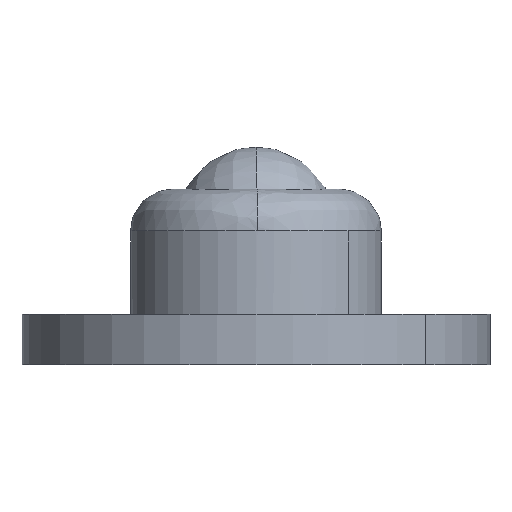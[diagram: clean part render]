
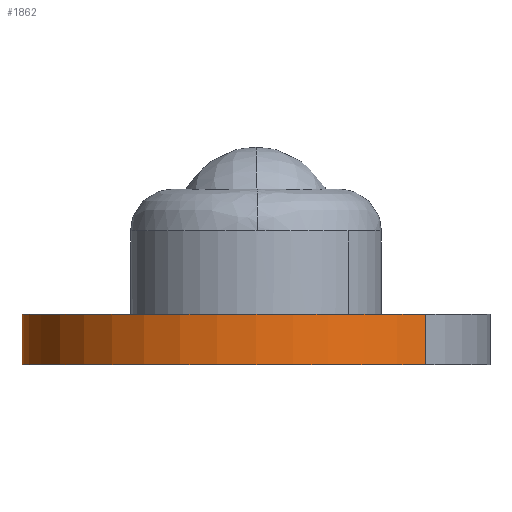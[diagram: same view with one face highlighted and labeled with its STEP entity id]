
A CAD part, left-side view. The second image highlights one B-rep face of the part: STEP entity #1862.
In plain terms, the highlighted free-form (B-spline) face has degree [2, 1] with [5, 2] control points.
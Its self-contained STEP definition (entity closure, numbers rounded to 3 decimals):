
#1168=CARTESIAN_POINT('',(-19.274,-20.31,6.));
#1169=VERTEX_POINT('',#1168);
#1170=CARTESIAN_POINT('',(-28.0,0.0,6.));
#1171=VERTEX_POINT('',#1170);
#1172=CARTESIAN_POINT('',(-19.274,-20.31,6.));
#1173=CARTESIAN_POINT('',(-20.304,-19.333,6.));
#1174=CARTESIAN_POINT('',(-21.817,-17.661,6.));
#1175=CARTESIAN_POINT('',(-23.834,-14.806,6.));
#1176=CARTESIAN_POINT('',(-25.323,-12.106,6.));
#1177=CARTESIAN_POINT('',(-26.565,-9.028,6.));
#1178=CARTESIAN_POINT('',(-27.347,-6.231,6.));
#1179=CARTESIAN_POINT('',(-27.872,-3.196,6.));
#1180=CARTESIAN_POINT('',(-28.,-1.184,6.));
#1181=CARTESIAN_POINT('',(-28.0,0.0,6.));
#1182=B_SPLINE_CURVE_WITH_KNOTS('',3,(#1172,#1173,#1174,#1175,#1176,#1177,#1178,#1179,#1180,#1181),.UNSPECIFIED.,.F.,.U.,(4,1,1,1,1,1,1,4),(0.,4.261,6.746,10.474,13.493,16.688,19.174,22.724),.UNSPECIFIED.);
#1183=EDGE_CURVE('',#1169,#1171,#1182,.T.);
#1220=CARTESIAN_POINT('',(19.274,20.31,6.));
#1221=VERTEX_POINT('',#1220);
#1235=CARTESIAN_POINT('',(0.0,28.0,6.));
#1236=VERTEX_POINT('',#1235);
#1237=CARTESIAN_POINT('',(0.0,28.0,6.));
#1238=CARTESIAN_POINT('',(0.941,28.,6.));
#1239=CARTESIAN_POINT('',(3.1,27.891,6.));
#1240=CARTESIAN_POINT('',(6.,27.405,6.));
#1241=CARTESIAN_POINT('',(8.775,26.629,6.));
#1242=CARTESIAN_POINT('',(11.314,25.667,6.));
#1243=CARTESIAN_POINT('',(13.643,24.497,6.));
#1244=CARTESIAN_POINT('',(16.416,22.768,6.));
#1245=CARTESIAN_POINT('',(18.15,21.378,6.));
#1246=CARTESIAN_POINT('',(19.274,20.31,6.));
#1247=B_SPLINE_CURVE_WITH_KNOTS('',3,(#1237,#1238,#1239,#1240,#1241,#1242,#1243,#1244,#1245,#1246),.UNSPECIFIED.,.F.,.U.,(4,1,1,1,1,1,1,4),(0.,2.823,6.477,8.802,11.459,14.615,16.608,21.258),.UNSPECIFIED.);
#1248=EDGE_CURVE('',#1236,#1221,#1247,.T.);
#1250=CARTESIAN_POINT('',(-28.0,0.0,6.));
#1251=CARTESIAN_POINT('',(-28.,1.833,6.));
#1252=CARTESIAN_POINT('',(-27.701,4.868,6.));
#1253=CARTESIAN_POINT('',(-26.739,8.472,6.));
#1254=CARTESIAN_POINT('',(-25.663,11.312,6.));
#1255=CARTESIAN_POINT('',(-24.542,13.574,6.));
#1256=CARTESIAN_POINT('',(-22.963,16.102,6.));
#1257=CARTESIAN_POINT('',(-20.897,18.783,6.));
#1258=CARTESIAN_POINT('',(-18.174,21.423,6.));
#1259=CARTESIAN_POINT('',(-15.205,23.583,6.));
#1260=CARTESIAN_POINT('',(-12.76,24.968,6.));
#1261=CARTESIAN_POINT('',(-10.252,26.099,6.));
#1262=CARTESIAN_POINT('',(-7.92,26.901,6.));
#1263=CARTESIAN_POINT('',(-4.41,27.746,6.));
#1264=CARTESIAN_POINT('',(-1.833,28.,6.));
#1265=CARTESIAN_POINT('',(0.0,28.0,6.));
#1266=B_SPLINE_CURVE_WITH_KNOTS('',3,(#1250,#1251,#1252,#1253,#1254,#1255,#1256,#1257,#1258,#1259,#1260,#1261,#1262,#1263,#1264,#1265),.UNSPECIFIED.,.F.,.U.,(4,1,1,1,1,1,1,1,1,1,1,1,1,4),(0.,5.498,9.106,11.167,14.604,16.665,20.101,24.74,28.004,31.097,33.159,36.251,38.485,43.982),.UNSPECIFIED.);
#1267=EDGE_CURVE('',#1171,#1236,#1266,.T.);
#1725=CARTESIAN_POINT('',(19.274,20.31,0.));
#1726=VERTEX_POINT('',#1725);
#1741=CARTESIAN_POINT('',(19.274,20.31,6.));
#1742=CARTESIAN_POINT('',(19.274,20.31,0.));
#1743=QUASI_UNIFORM_CURVE('',1,(#1741,#1742),.UNSPECIFIED.,.F.,.U.);
#1744=EDGE_CURVE('',#1221,#1726,#1743,.T.);
#1749=CARTESIAN_POINT('',(-19.274,-20.31,0.));
#1750=VERTEX_POINT('',#1749);
#1751=CARTESIAN_POINT('',(-19.274,-20.31,6.));
#1752=CARTESIAN_POINT('',(-19.274,-20.31,0.));
#1753=QUASI_UNIFORM_CURVE('',1,(#1751,#1752),.UNSPECIFIED.,.F.,.U.);
#1754=EDGE_CURVE('',#1169,#1750,#1753,.T.);
#1791=CARTESIAN_POINT('',(-19.274,-20.31,6.15));
#1792=CARTESIAN_POINT('',(-39.584,-1.037,6.15));
#1793=CARTESIAN_POINT('',(-20.31,19.274,6.15));
#1794=CARTESIAN_POINT('',(-1.037,39.584,6.15));
#1795=CARTESIAN_POINT('',(19.274,20.31,6.15));
#1796=CARTESIAN_POINT('',(-19.274,-20.31,-0.154));
#1797=CARTESIAN_POINT('',(-39.584,-1.037,-0.154));
#1798=CARTESIAN_POINT('',(-20.31,19.274,-0.154));
#1799=CARTESIAN_POINT('',(-1.037,39.584,-0.154));
#1800=CARTESIAN_POINT('',(19.274,20.31,-0.154));
#1808=(BOUNDED_SURFACE()B_SPLINE_SURFACE(2,1,((#1791,#1796),(#1792,#1797),(#1793,#1798),(#1794,#1799),(#1795,#1800)),.UNSPECIFIED.,.F.,.F.,.U.)B_SPLINE_SURFACE_WITH_KNOTS((3,2,3),(2,2),(0.0,46.392,92.784),(0.0,6.304),.UNSPECIFIED.)GEOMETRIC_REPRESENTATION_ITEM()RATIONAL_B_SPLINE_SURFACE(((1.0,1.0),(0.707,0.707),(1.0,1.0),(0.707,0.707),(1.0,1.0)))REPRESENTATION_ITEM('')SURFACE());
#1809=CARTESIAN_POINT('',(0.0,28.0,0.));
#1810=VERTEX_POINT('',#1809);
#1811=CARTESIAN_POINT('',(0.0,28.0,0.));
#1812=CARTESIAN_POINT('',(1.495,28.,0.));
#1813=CARTESIAN_POINT('',(3.654,27.827,0.));
#1814=CARTESIAN_POINT('',(6.751,27.213,0.));
#1815=CARTESIAN_POINT('',(9.784,26.325,0.));
#1816=CARTESIAN_POINT('',(13.286,24.769,0.));
#1817=CARTESIAN_POINT('',(16.604,22.644,0.));
#1818=CARTESIAN_POINT('',(18.471,21.073,0.));
#1819=CARTESIAN_POINT('',(19.274,20.31,0.));
#1820=B_SPLINE_CURVE_WITH_KNOTS('',3,(#1811,#1812,#1813,#1814,#1815,#1816,#1817,#1818,#1819),.UNSPECIFIED.,.F.,.U.,(4,1,1,1,1,1,4),(0.,4.484,6.477,9.467,13.951,17.937,21.258),.UNSPECIFIED.);
#1821=EDGE_CURVE('',#1810,#1726,#1820,.T.);
#1822=ORIENTED_EDGE('',*,*,#1821,.F.);
#1823=CARTESIAN_POINT('',(-28.0,0.0,0.));
#1824=VERTEX_POINT('',#1823);
#1825=CARTESIAN_POINT('',(-28.0,0.0,0.));
#1826=CARTESIAN_POINT('',(-28.,1.833,0.));
#1827=CARTESIAN_POINT('',(-27.701,4.868,0.));
#1828=CARTESIAN_POINT('',(-26.739,8.472,0.));
#1829=CARTESIAN_POINT('',(-25.663,11.312,0.));
#1830=CARTESIAN_POINT('',(-24.185,14.294,0.));
#1831=CARTESIAN_POINT('',(-22.04,17.421,0.));
#1832=CARTESIAN_POINT('',(-19.402,20.295,0.));
#1833=CARTESIAN_POINT('',(-16.811,22.476,0.));
#1834=CARTESIAN_POINT('',(-13.837,24.424,0.));
#1835=CARTESIAN_POINT('',(-10.849,25.893,0.));
#1836=CARTESIAN_POINT('',(-7.378,27.088,0.));
#1837=CARTESIAN_POINT('',(-3.837,27.826,0.));
#1838=CARTESIAN_POINT('',(-1.26,28.,0.));
#1839=CARTESIAN_POINT('',(0.0,28.0,0.));
#1840=B_SPLINE_CURVE_WITH_KNOTS('',3,(#1825,#1826,#1827,#1828,#1829,#1830,#1831,#1832,#1833,#1834,#1835,#1836,#1837,#1838,#1839),.UNSPECIFIED.,.F.,.U.,(4,1,1,1,1,1,1,1,1,1,1,1,4),(0.,5.498,9.106,11.167,14.604,19.071,22.507,26.286,29.207,33.159,36.251,40.203,43.982),.UNSPECIFIED.);
#1841=EDGE_CURVE('',#1824,#1810,#1840,.T.);
#1842=ORIENTED_EDGE('',*,*,#1841,.F.);
#1843=CARTESIAN_POINT('',(-19.274,-20.31,0.));
#1844=CARTESIAN_POINT('',(-20.562,-19.089,0.));
#1845=CARTESIAN_POINT('',(-22.436,-16.937,0.));
#1846=CARTESIAN_POINT('',(-24.433,-13.781,0.));
#1847=CARTESIAN_POINT('',(-25.852,-10.914,0.));
#1848=CARTESIAN_POINT('',(-26.937,-7.901,0.));
#1849=CARTESIAN_POINT('',(-27.785,-4.142,0.));
#1850=CARTESIAN_POINT('',(-28.,-1.539,0.));
#1851=CARTESIAN_POINT('',(-28.0,0.0,0.));
#1852=B_SPLINE_CURVE_WITH_KNOTS('',3,(#1843,#1844,#1845,#1846,#1847,#1848,#1849,#1850,#1851),.UNSPECIFIED.,.F.,.U.,(4,1,1,1,1,1,4),(0.,5.326,8.522,11.185,14.913,18.108,22.724),.UNSPECIFIED.);
#1853=EDGE_CURVE('',#1750,#1824,#1852,.T.);
#1854=ORIENTED_EDGE('',*,*,#1853,.F.);
#1855=ORIENTED_EDGE('',*,*,#1754,.F.);
#1856=ORIENTED_EDGE('',*,*,#1183,.T.);
#1857=ORIENTED_EDGE('',*,*,#1267,.T.);
#1858=ORIENTED_EDGE('',*,*,#1248,.T.);
#1859=ORIENTED_EDGE('',*,*,#1744,.T.);
#1860=EDGE_LOOP('',(#1822,#1842,#1854,#1855,#1856,#1857,#1858,#1859));
#1861=FACE_OUTER_BOUND('',#1860,.T.);
#1862=ADVANCED_FACE('',(#1861),#1808,.T.);
